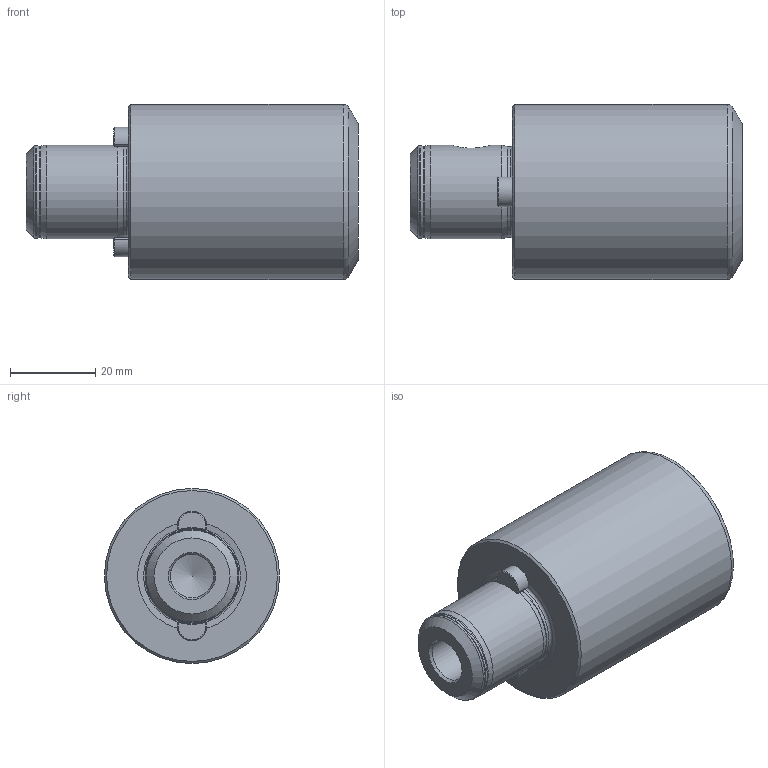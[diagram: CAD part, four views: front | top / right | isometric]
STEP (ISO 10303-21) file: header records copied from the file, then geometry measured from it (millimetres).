
FILE_DESCRIPTION (( 'STEP AP214' ), '1' );
FILE_NAME ('CWF.ST4.041.053.STEP', '2021-09-14T13:07:07', ( '' ), ( '' ), 'SwSTEP 2.0', 'SolidWorks 2017', '' );
FILE_SCHEMA (( 'AUTOMOTIVE_DESIGN' ));
Length unit declared in the file: millimetre
Products named in the file (3): CWF-ST4.041.053_A; ST4-ER2.001.009_A; CWF.ST4.041.053
Assembly tree (3 placements, depth 2):
  CWF.ST4.041.053
    CWF-ST4.041.053_A
    ST4-ER2.001.009_A  x2
Bounding box: 77.75 x 41 x 41 mm (x, y, z)
Volume: 73279.5 mm3; surface area: 13599.8 mm2
Topology: 3 solids, 3 shells, 63 faces, 138 edges, 80 vertices
Faces by surface type: cone 27, cylinder 19, plane 9, torus 8
Full cylindrical faces by diameter (mm): 2 x1, 3.5 x4, 5 x1, 10.2 x1, 21.3 x1, 21.8 x1, 22 x1, 41 x1
Entity records: 1346 total; most frequent: CARTESIAN_POINT 329, DIRECTION 220, ORIENTED_EDGE 128, AXIS2_PLACEMENT_3D 106, EDGE_LOOP 85, FACE_OUTER_BOUND 66, EDGE_CURVE 64, VERTEX_POINT 53
